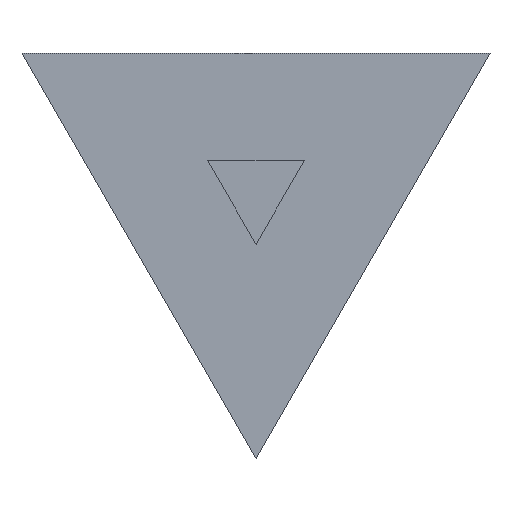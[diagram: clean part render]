
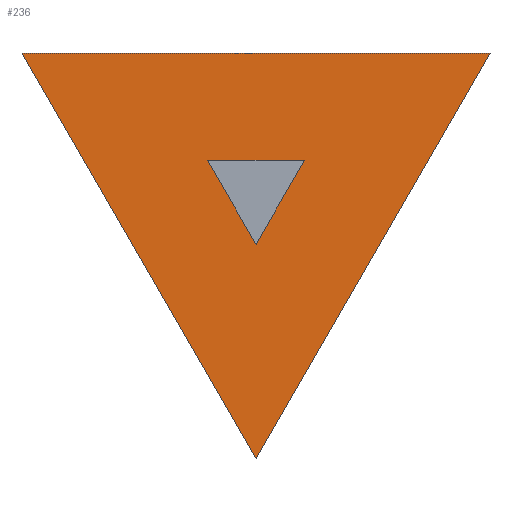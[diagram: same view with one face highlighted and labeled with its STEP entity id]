
A CAD part, front view. The second image highlights one B-rep face of the part: STEP entity #236.
In plain terms, the highlighted planar face has unit normal (0, -1, 0).
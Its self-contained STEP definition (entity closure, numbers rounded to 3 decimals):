
#15=FACE_BOUND('',#50,.T.);
#19=PLANE('',#267);
#34=FACE_OUTER_BOUND('',#49,.T.);
#49=EDGE_LOOP('',(#178,#179,#180));
#50=EDGE_LOOP('',(#181,#182,#183));
#66=LINE('',#355,#94);
#67=LINE('',#357,#95);
#68=LINE('',#358,#96);
#69=LINE('',#361,#97);
#70=LINE('',#363,#98);
#71=LINE('',#364,#99);
#94=VECTOR('',#293,10.);
#95=VECTOR('',#294,10.);
#96=VECTOR('',#295,10.);
#97=VECTOR('',#296,10.);
#98=VECTOR('',#297,10.);
#99=VECTOR('',#298,10.);
#125=VERTEX_POINT('',#353);
#126=VERTEX_POINT('',#354);
#127=VERTEX_POINT('',#356);
#128=VERTEX_POINT('',#359);
#129=VERTEX_POINT('',#360);
#130=VERTEX_POINT('',#362);
#146=EDGE_CURVE('',#125,#126,#66,.T.);
#147=EDGE_CURVE('',#126,#127,#67,.T.);
#148=EDGE_CURVE('',#127,#125,#68,.T.);
#149=EDGE_CURVE('',#128,#129,#69,.T.);
#150=EDGE_CURVE('',#130,#128,#70,.T.);
#151=EDGE_CURVE('',#129,#130,#71,.T.);
#178=ORIENTED_EDGE('',*,*,#146,.T.);
#179=ORIENTED_EDGE('',*,*,#147,.T.);
#180=ORIENTED_EDGE('',*,*,#148,.T.);
#181=ORIENTED_EDGE('',*,*,#149,.F.);
#182=ORIENTED_EDGE('',*,*,#150,.F.);
#183=ORIENTED_EDGE('',*,*,#151,.F.);
#236=ADVANCED_FACE('',(#34,#15),#19,.T.);
#267=AXIS2_PLACEMENT_3D('',#352,#291,#292);
#291=DIRECTION('center_axis',(0.,-1.,0.));
#292=DIRECTION('ref_axis',(0.,0.,-1.));
#293=DIRECTION('',(0.5,0.,0.866));
#294=DIRECTION('',(-1.,0.,0.));
#295=DIRECTION('',(0.5,0.,-0.866));
#296=DIRECTION('',(0.5,0.,-0.866));
#297=DIRECTION('',(-1.,0.,0.));
#298=DIRECTION('',(0.5,0.,0.866));
#352=CARTESIAN_POINT('Origin',(0.,-5.,-167.432));
#353=CARTESIAN_POINT('',(0.,-5.,-669.726));
#354=CARTESIAN_POINT('',(580.,-5.,334.863));
#355=CARTESIAN_POINT('',(580.,-5.,334.863));
#356=CARTESIAN_POINT('',(-580.,-5.,334.863));
#357=CARTESIAN_POINT('',(-580.,-5.,334.863));
#358=CARTESIAN_POINT('',(0.,-5.,-669.726));
#359=CARTESIAN_POINT('',(-120.,-5.,69.282));
#360=CARTESIAN_POINT('',(0.,-5.,-138.564));
#361=CARTESIAN_POINT('',(6.25,-5.,-149.389));
#362=CARTESIAN_POINT('',(120.,-5.,69.282));
#363=CARTESIAN_POINT('',(-60.,-5.,69.282));
#364=CARTESIAN_POINT('',(53.75,-5.,-45.466));
